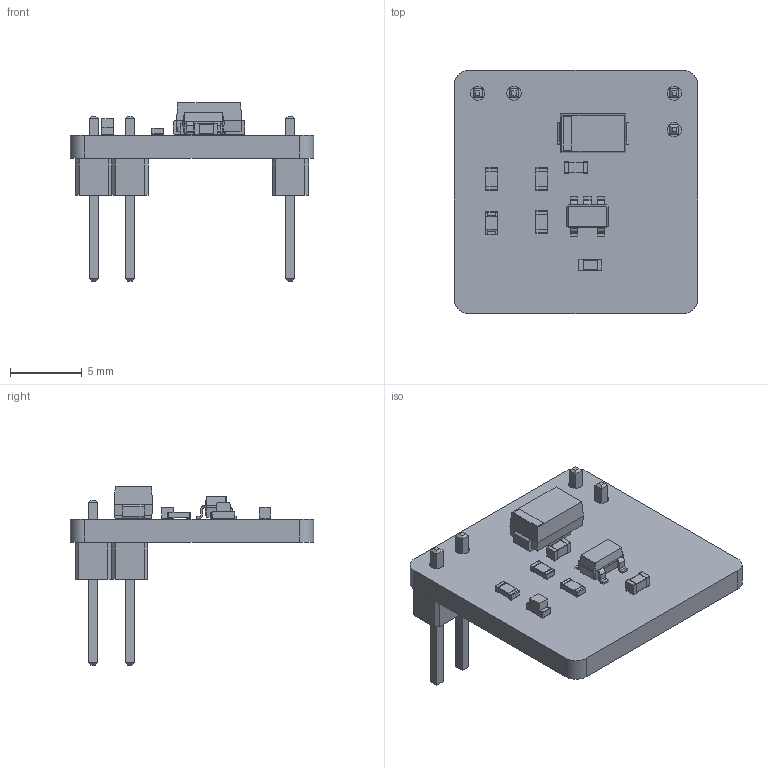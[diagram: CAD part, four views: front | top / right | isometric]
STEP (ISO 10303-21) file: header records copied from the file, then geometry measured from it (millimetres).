
FILE_DESCRIPTION(('KiCad electronic assembly'),'2;1');
FILE_NAME('BoostBoard.step','2024-11-28T14:36:14',('Pcbnew'),('Kicad'), 'Open CASCADE STEP processor 7.8','KiCad to STEP converter','Unknown' );
FILE_SCHEMA(('AUTOMOTIVE_DESIGN { 1 0 10303 214 1 1 1 1 }'));
Length unit declared in the file: millimetre
Products named in the file (14): BoostBoard 1; R_0603_1608Metric; D_SMA; LED_0603_1608Metric; SOT-23-5; SOT_23_5; C_0603_1608Metric; PinHeader_1x02_P2.54mm_Vertical; PinHeader_1x02_P254mm_Vertical; BoostBoard_PCB
Assembly tree (17 placements, depth 3):
  BoostBoard 1
    R_0603_1608Metric  x3
      R_0603_1608Metric
    D_SMA
      D_SMA
    LED_0603_1608Metric
      LED_0603_1608Metric
    SOT-23-5
      SOT_23_5
    C_0603_1608Metric  x2
      C_0603_1608Metric
    PinHeader_1x02_P2.54mm_Vertical  x2
      PinHeader_1x02_P254mm_Vertical
    BoostBoard_PCB
Bounding box: 17 x 17 x 12.46 mm (x, y, z)
Volume: 572 mm3; surface area: 1036.9 mm2
Topology: 11 solids, 11 shells, 452 faces, 1144 edges, 728 vertices
Faces by surface type: plane 325, cylinder 88, bspline 39
Full cylindrical faces by diameter (mm): 1 x4
Entity records: 11863 total; most frequent: CARTESIAN_POINT 1851, ORIENTED_EDGE 1628, DIRECTION 1478, EDGE_CURVE 814, LINE 640, VECTOR 640, VERTEX_POINT 516, AXIS2_PLACEMENT_3D 419
